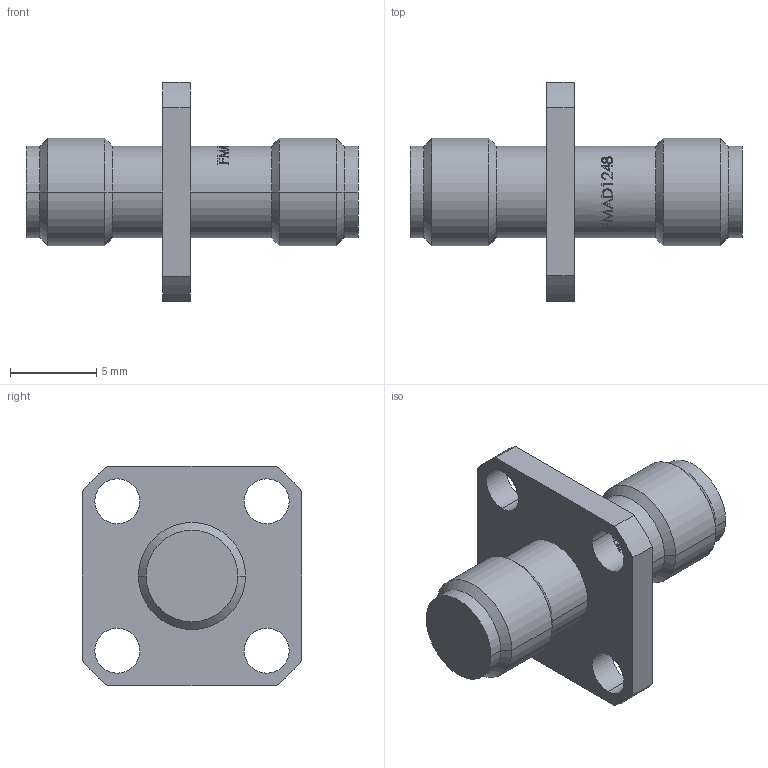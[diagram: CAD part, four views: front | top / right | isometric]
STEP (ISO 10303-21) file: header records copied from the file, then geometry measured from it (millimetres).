
FILE_DESCRIPTION (( 'STEP AP203' ), '1' );
FILE_NAME ('FMAD1248_3D.STEP', '2021-05-05T12:59:59', ( '' ), ( '' ), 'SwSTEP 2.0', 'SolidWorks 2020', '' );
FILE_SCHEMA (( 'CONFIG_CONTROL_DESIGN' ));
Length unit declared in the file: millimetre
Products named in the file (1): FMAD1248_3D
Bounding box: 19.2 x 12.7 x 12.7 mm (x, y, z)
Volume: 666.1 mm3; surface area: 751 mm2
Topology: 1 solids, 1 shells, 148 faces, 377 edges, 246 vertices
Faces by surface type: plane 73, cylinder 37, bspline 30, cone 8
Entity records: 5839 total; most frequent: CARTESIAN_POINT 2341, ORIENTED_EDGE 754, DIRECTION 627, EDGE_CURVE 377, VERTEX_POINT 246, AXIS2_PLACEMENT_3D 229, EDGE_LOOP 171, VECTOR 169
